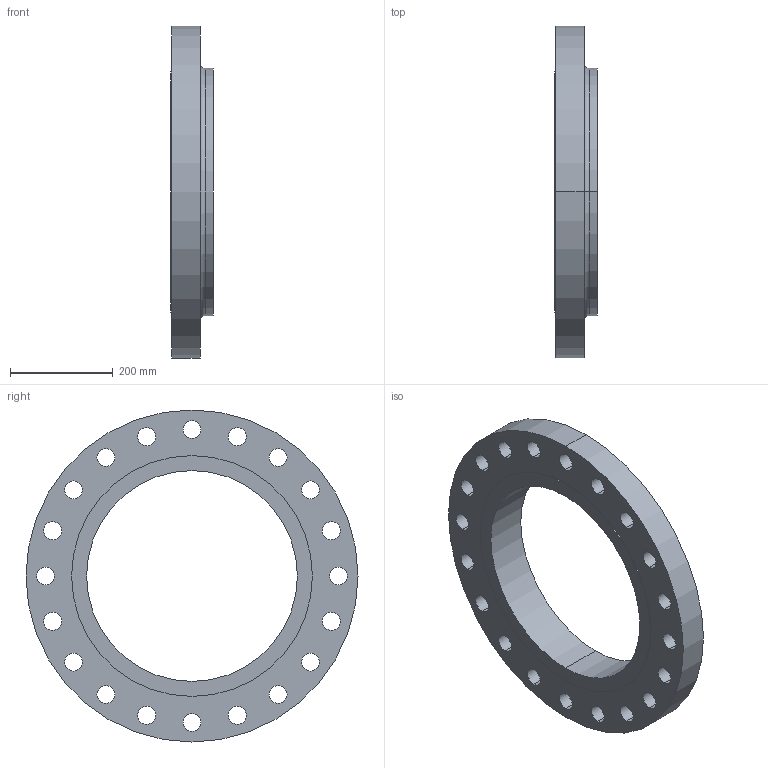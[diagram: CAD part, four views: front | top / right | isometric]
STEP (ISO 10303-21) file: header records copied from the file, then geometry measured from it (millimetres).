
FILE_DESCRIPTION (( 'STEP AP203' ), '1' );
FILE_NAME ('16_300_B165_RF_SOF.STEP', '2024-01-12T02:58:13', ( '' ), ( '' ), 'SwSTEP 2.0', 'SolidWorks 2023', '' );
FILE_SCHEMA (( 'CONFIG_CONTROL_DESIGN' ));
Length unit declared in the file: inch
Products named in the file (1): 16_300_B165_RF_SOF
Bounding box: 82.55 x 647.7 x 647.7 mm (x, y, z)
Volume: 11233222.6 mm3; surface area: 731414.3 mm2
Topology: 1 solids, 1 shells, 54 faces, 148 edges, 98 vertices
Faces by surface type: cylinder 48, plane 4, torus 2
Entity records: 1939 total; most frequent: DIRECTION 358, CARTESIAN_POINT 301, ORIENTED_EDGE 296, AXIS2_PLACEMENT_3D 155, EDGE_CURVE 148, CIRCLE 100, VERTEX_POINT 98, EDGE_LOOP 98
